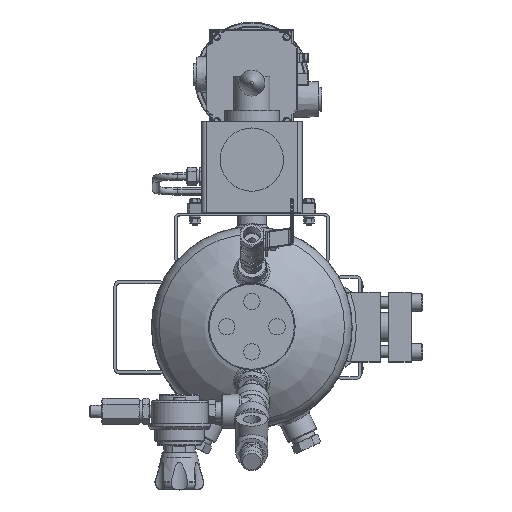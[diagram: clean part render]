
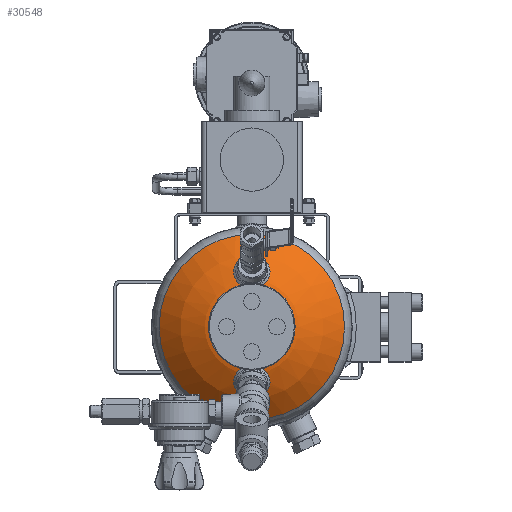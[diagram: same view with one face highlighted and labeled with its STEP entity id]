
A CAD part, top view. The second image highlights one B-rep face of the part: STEP entity #30548.
In plain terms, the highlighted spherical face has radius 140.215 mm.
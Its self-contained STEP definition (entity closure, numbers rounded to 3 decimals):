
#4209=SPHERICAL_SURFACE('',#42896,140.215);
#6049=CIRCLE('',#42897,17.526);
#6050=CIRCLE('',#42898,22.513);
#6051=CIRCLE('',#42899,17.526);
#6052=CIRCLE('',#42900,101.553);
#7649=ORIENTED_EDGE('',*,*,#16234,.T.);
#7650=ORIENTED_EDGE('',*,*,#16235,.T.);
#7651=ORIENTED_EDGE('',*,*,#16236,.T.);
#7652=ORIENTED_EDGE('',*,*,#16237,.F.);
#16234=EDGE_CURVE('',#20539,#20539,#6049,.T.);
#16235=EDGE_CURVE('',#20540,#20540,#6050,.T.);
#16236=EDGE_CURVE('',#20541,#20541,#6051,.T.);
#16237=EDGE_CURVE('',#20542,#20542,#6052,.T.);
#20539=VERTEX_POINT('',#57323);
#20540=VERTEX_POINT('',#57325);
#20541=VERTEX_POINT('',#57327);
#20542=VERTEX_POINT('',#57329);
#24210=EDGE_LOOP('',(#7649));
#24211=EDGE_LOOP('',(#7650));
#24212=EDGE_LOOP('',(#7651));
#24213=EDGE_LOOP('',(#7652));
#27105=FACE_BOUND('',#24210,.T.);
#27106=FACE_BOUND('',#24211,.T.);
#27107=FACE_BOUND('',#24212,.T.);
#27108=FACE_BOUND('',#24213,.T.);
#30548=ADVANCED_FACE('',(#27105,#27106,#27107,#27108),#4209,.T.);
#42896=AXIS2_PLACEMENT_3D('',#57321,#46593,#46594);
#42897=AXIS2_PLACEMENT_3D('',#57322,#46595,#46596);
#42898=AXIS2_PLACEMENT_3D('',#57324,#46597,#46598);
#42899=AXIS2_PLACEMENT_3D('',#57326,#46599,#46600);
#42900=AXIS2_PLACEMENT_3D('',#57328,#46601,#46602);
#46593=DIRECTION('',(0.,0.,-1.));
#46594=DIRECTION('',(-1.,0.,0.));
#46595=DIRECTION('',(-0.435,0.,-0.9));
#46596=DIRECTION('',(-0.9,0.,0.435));
#46597=DIRECTION('',(0.,0.,-1.));
#46598=DIRECTION('',(-1.,0.,0.));
#46599=DIRECTION('',(0.435,0.,-0.9));
#46600=DIRECTION('',(-0.9,0.,-0.435));
#46601=DIRECTION('',(0.,0.,-1.));
#46602=DIRECTION('',(-1.,0.,0.));
#57321=CARTESIAN_POINT('',(0.,0.,-38.615));
#57322=CARTESIAN_POINT('',(60.522,0.,86.646));
#57323=CARTESIAN_POINT('',(44.741,0.,94.27));
#57324=CARTESIAN_POINT('',(0.,0.,99.781));
#57325=CARTESIAN_POINT('',(-22.513,0.,99.781));
#57326=CARTESIAN_POINT('',(-60.522,0.,86.646));
#57327=CARTESIAN_POINT('',(-76.302,0.,79.021));
#57328=CARTESIAN_POINT('',(0.,0.,58.066));
#57329=CARTESIAN_POINT('',(-101.553,0.,58.066));
